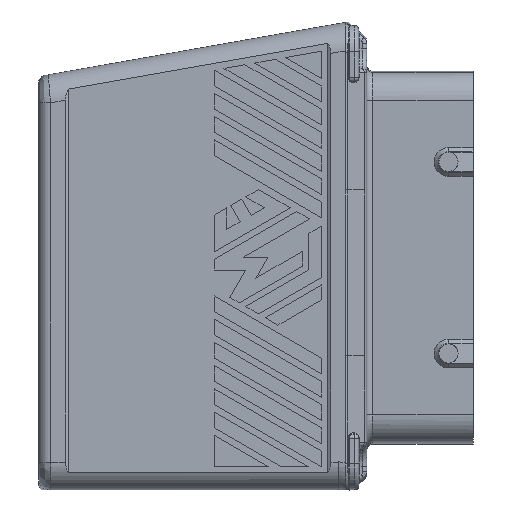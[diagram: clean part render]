
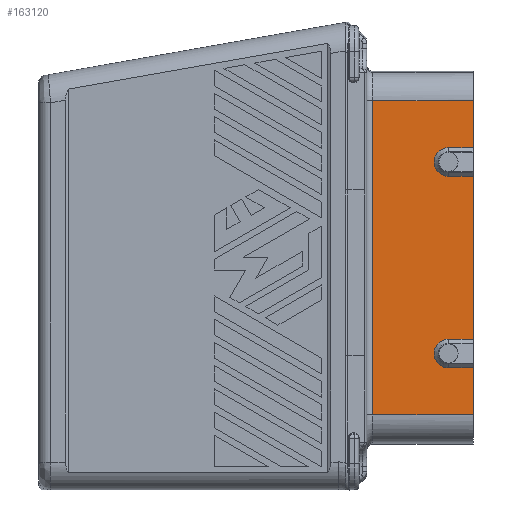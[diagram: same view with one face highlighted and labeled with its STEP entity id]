
A CAD part, left-side view. The second image highlights one B-rep face of the part: STEP entity #163120.
In plain terms, the highlighted planar face has unit normal (-1, 0, 0).
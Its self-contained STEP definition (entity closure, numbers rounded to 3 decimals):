
#162070=CARTESIAN_POINT('',(25.125,19.151,
-59.201));
#162080=DIRECTION('',(-1.,0.,0.));
#162090=DIRECTION('',(0.,1.,0.));
#162100=AXIS2_PLACEMENT_3D('',#162070,#162080,#162090);
#162110=PLANE('',#162100);
#162120=CARTESIAN_POINT('',(25.125,45.537,
22.164));
#162130=DIRECTION('',(0.,-1.,0.));
#162140=VECTOR('',#162130,1.);
#162150=LINE('',#162120,#162140);
#162160=CARTESIAN_POINT('',(25.125,45.037,
22.164));
#162170=VERTEX_POINT('',#162160);
#162180=CARTESIAN_POINT('',(25.125,19.783,
22.164));
#162190=VERTEX_POINT('',#162180);
#162200=EDGE_CURVE('',#162170,#162190,#162150,.T.);
#162210=ORIENTED_EDGE('',*,*,#162200,.F.);
#162220=CARTESIAN_POINT('',(25.125,19.783,
-26.49));
#162230=DIRECTION('',(0.,0.,1.));
#162240=VECTOR('',#162230,1.);
#162250=LINE('',#162220,#162240);
#162260=CARTESIAN_POINT('',(25.125,19.783,
10.4));
#162270=VERTEX_POINT('',#162260);
#162280=EDGE_CURVE('',#162270,#162190,#162250,.T.);
#162290=ORIENTED_EDGE('',*,*,#162280,.T.);
#162300=CARTESIAN_POINT('',(25.125,0.,
10.4));
#162310=DIRECTION('',(-0.,-1.,0.));
#162320=VECTOR('',#162310,1.);
#162330=LINE('',#162300,#162320);
#162340=CARTESIAN_POINT('',(25.125,26.037,
10.4));
#162350=VERTEX_POINT('',#162340);
#162360=EDGE_CURVE('',#162350,#162270,#162330,.T.);
#162370=ORIENTED_EDGE('',*,*,#162360,.T.);
#162380=CARTESIAN_POINT('',(25.125,26.037,
6.8));
#162390=DIRECTION('',(1.,0.,0.));
#162400=DIRECTION('',(0.,0.,-1.));
#162410=AXIS2_PLACEMENT_3D('',#162380,#162390,#162400);
#162420=CIRCLE('',#162410,3.6);
#162430=CARTESIAN_POINT('',(25.125,26.037,
3.2));
#162440=VERTEX_POINT('',#162430);
#162450=EDGE_CURVE('',#162440,#162350,#162420,.T.);
#162460=ORIENTED_EDGE('',*,*,#162450,.T.);
#162470=CARTESIAN_POINT('',(25.125,0.,
3.2));
#162480=DIRECTION('',(-0.,1.,0.));
#162490=VECTOR('',#162480,1.);
#162500=LINE('',#162470,#162490);
#162510=CARTESIAN_POINT('',(25.125,19.783,
3.2));
#162520=VERTEX_POINT('',#162510);
#162530=EDGE_CURVE('',#162520,#162440,#162500,.T.);
#162540=ORIENTED_EDGE('',*,*,#162530,.T.);
#162550=CARTESIAN_POINT('',(25.125,19.783,0.));
#162560=DIRECTION('',(0.,0.,1.));
#162570=VECTOR('',#162560,1.);
#162580=LINE('',#162550,#162570);
#162590=CARTESIAN_POINT('',(25.125,19.783,
-37.598));
#162600=VERTEX_POINT('',#162590);
#162610=EDGE_CURVE('',#162600,#162520,#162580,.T.);
#162620=ORIENTED_EDGE('',*,*,#162610,.T.);
#162630=CARTESIAN_POINT('',(25.125,0.,-37.598));
#162640=DIRECTION('',(-0.,-1.,0.));
#162650=VECTOR('',#162640,1.);
#162660=LINE('',#162630,#162650);
#162670=CARTESIAN_POINT('',(25.125,26.037,
-37.598));
#162680=VERTEX_POINT('',#162670);
#162690=EDGE_CURVE('',#162680,#162600,#162660,.T.);
#162700=ORIENTED_EDGE('',*,*,#162690,.T.);
#162710=CARTESIAN_POINT('',(25.125,26.037,
-41.198));
#162720=DIRECTION('',(1.,0.,0.));
#162730=DIRECTION('',(0.,0.,-1.));
#162740=AXIS2_PLACEMENT_3D('',#162710,#162720,#162730);
#162750=CIRCLE('',#162740,3.6);
#162760=CARTESIAN_POINT('',(25.125,26.037,
-44.798));
#162770=VERTEX_POINT('',#162760);
#162780=EDGE_CURVE('',#162770,#162680,#162750,.T.);
#162790=ORIENTED_EDGE('',*,*,#162780,.T.);
#162800=CARTESIAN_POINT('',(25.125,0.,-44.798));
#162810=DIRECTION('',(-0.,1.,0.));
#162820=VECTOR('',#162810,1.);
#162830=LINE('',#162800,#162820);
#162840=CARTESIAN_POINT('',(25.125,19.783,
-44.798));
#162850=VERTEX_POINT('',#162840);
#162860=EDGE_CURVE('',#162850,#162770,#162830,.T.);
#162870=ORIENTED_EDGE('',*,*,#162860,.T.);
#162880=CARTESIAN_POINT('',(25.125,19.783,0.));
#162890=DIRECTION('',(0.,0.,1.));
#162900=VECTOR('',#162890,1.);
#162910=LINE('',#162880,#162900);
#162920=CARTESIAN_POINT('',(25.125,19.783,
-56.571));
#162930=VERTEX_POINT('',#162920);
#162940=EDGE_CURVE('',#162930,#162850,#162910,.T.);
#162950=ORIENTED_EDGE('',*,*,#162940,.T.);
#162960=CARTESIAN_POINT('',(25.125,19.281,
-56.571));
#162970=DIRECTION('',(0.,1.,0.));
#162980=VECTOR('',#162970,1.);
#162990=LINE('',#162960,#162980);
#163000=CARTESIAN_POINT('',(25.125,45.037,
-56.571));
#163010=VERTEX_POINT('',#163000);
#163020=EDGE_CURVE('',#162930,#163010,#162990,.T.);
#163030=ORIENTED_EDGE('',*,*,#163020,.F.);
#163040=CARTESIAN_POINT('',(25.125,45.037,
-57.071));
#163050=DIRECTION('',(0.,0.,1.));
#163060=VECTOR('',#163050,1.);
#163070=LINE('',#163040,#163060);
#163080=EDGE_CURVE('',#163010,#162170,#163070,.T.);
#163090=ORIENTED_EDGE('',*,*,#163080,.F.);
#163100=EDGE_LOOP('',(#163090,#163030,#162950,#162870,#162790,#162700,
#162620,#162540,#162460,#162370,#162290,#162210));
#163110=FACE_OUTER_BOUND('',#163100,.T.);
#163120=ADVANCED_FACE('',(#163110),#162110,.T.);
